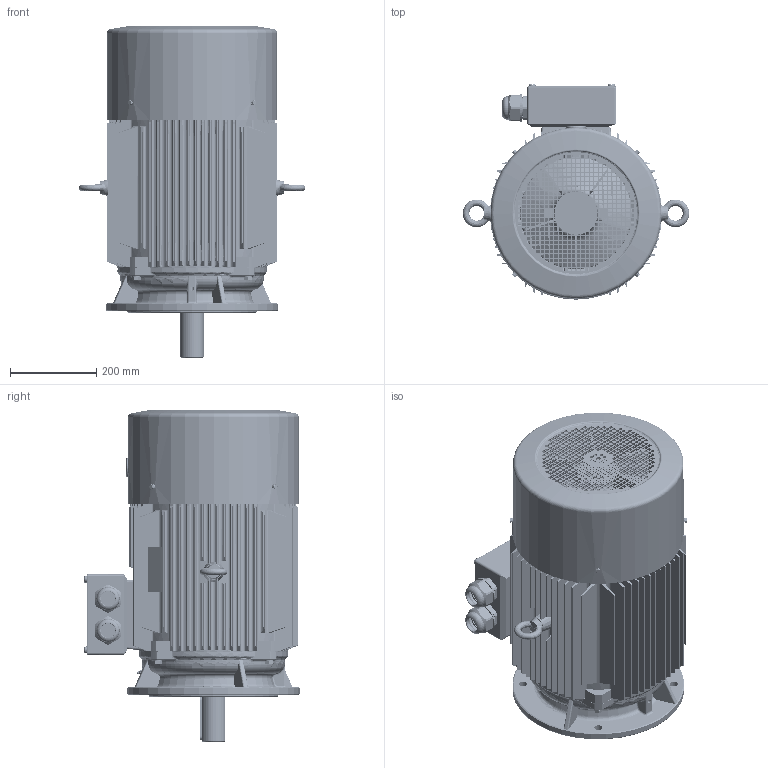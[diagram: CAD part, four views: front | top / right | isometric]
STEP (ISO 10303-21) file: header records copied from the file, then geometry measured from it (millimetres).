
FILE_DESCRIPTION(/* description */ (''),/* implementation_level */ '2;1');
FILE_NAME(/* name */ 'JM1-200L-B5.stp',/* time_stamp */ '2018-12-30T18:49:35+08:00',/* author */ (''),/* organization */ (''),/* preprocessor_version */ 'ST-DEVELOPER v16.7',/* originating_system */ 'SIEMENS PLM Software NX 12.0',/* authorisation */ '');
FILE_SCHEMA (('AP203_CONFIGURATION_CONTROLLED_3D_DESIGN_OF_MECHANICAL_PARTS_AND_ASSEMBLIES_MIM_LF { 1 0 10303 403 2 1 2}'));
Length unit declared in the file: millimetre
Products named in the file (1): JM1-200L-B5
Bounding box: 526.4 x 499.8 x 771.4 mm (x, y, z)
Volume: 17849023.9 mm3; surface area: 4323472.1 mm2
Topology: 58 solids, 58 shells, 7318 faces, 20286 edges, 13231 vertices
Faces by surface type: plane 3052, cylinder 3032, bspline 506, torus 392, cone 310, sphere 26
Full cylindrical faces by diameter (mm): 2 x2, 6 x4, 6.4 x4, 7.188 x8, 8 x8, 9 x1, 9.1 x4, 10 x2, 10.863 x8, 12 x12, 12.6 x8, 20 x1, 34.375 x2, 40.625 x4, 48.438 x12, 50 x4, 51.562 x12, 53.906 x2, 66.406 x2, 320 x1, 326 x2, 335 x2
Entity records: 269604 total; most frequent: CARTESIAN_POINT 82345, ORIENTED_EDGE 39870, DIRECTION 37803, EDGE_CURVE 19935, AXIS2_PLACEMENT_3D 13563, VERTEX_POINT 13116, LINE 10677, VECTOR 10677
